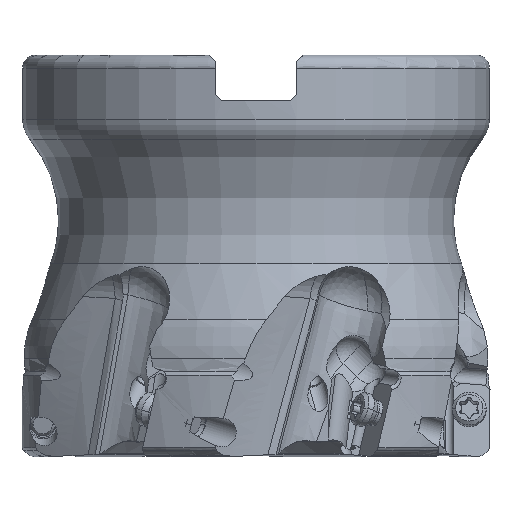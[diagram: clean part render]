
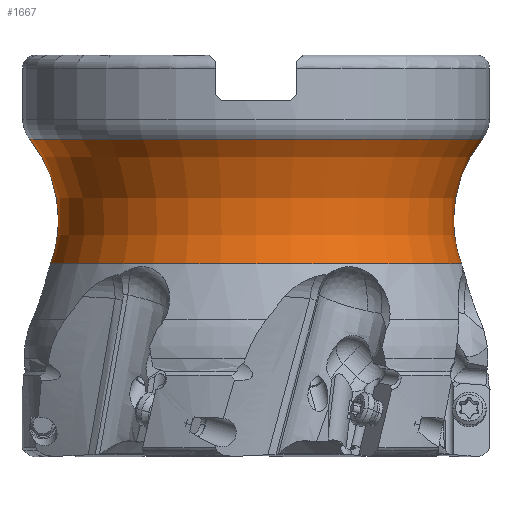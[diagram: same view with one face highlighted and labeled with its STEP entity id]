
A CAD part, front view. The second image highlights one B-rep face of the part: STEP entity #1667.
In plain terms, the highlighted toroidal (fillet/blend) face has major radius 50.915 mm and minor radius 20 mm.
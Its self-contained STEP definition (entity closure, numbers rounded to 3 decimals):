
#631=TOROIDAL_SURFACE('',#11682,50.915,20.);
#1667=ADVANCED_FACE('',(#2337),#631,.F.);
#2337=FACE_OUTER_BOUND('',#2923,.T.);
#2923=EDGE_LOOP('',(#6219,#6220,#6221,#6222,#6223,#6224));
#6219=ORIENTED_EDGE('',*,*,#9569,.T.);
#6220=ORIENTED_EDGE('',*,*,#9568,.T.);
#6221=ORIENTED_EDGE('',*,*,#8612,.T.);
#6222=ORIENTED_EDGE('',*,*,#9572,.T.);
#6223=ORIENTED_EDGE('',*,*,#9571,.T.);
#6224=ORIENTED_EDGE('',*,*,#9573,.T.);
#7389=VERTEX_POINT('',#16848);
#7390=VERTEX_POINT('',#16850);
#8024=VERTEX_POINT('',#29067);
#8025=VERTEX_POINT('',#29069);
#8026=VERTEX_POINT('',#29071);
#8027=VERTEX_POINT('',#29073);
#8612=EDGE_CURVE('',#7390,#7389,#10134,.T.);
#9568=EDGE_CURVE('',#8024,#7390,#10368,.T.);
#9569=EDGE_CURVE('',#8025,#8024,#10369,.T.);
#9571=EDGE_CURVE('',#8027,#8026,#10371,.T.);
#9572=EDGE_CURVE('',#7389,#8027,#10372,.T.);
#9573=EDGE_CURVE('',#8026,#8025,#10373,.T.);
#10134=CIRCLE('',#11097,32.121);
#10368=CIRCLE('',#11675,20.);
#10369=CIRCLE('',#11676,20.);
#10371=CIRCLE('',#11678,20.);
#10372=CIRCLE('',#11679,20.);
#10373=CIRCLE('',#11681,35.383);
#11097=AXIS2_PLACEMENT_3D('',#16849,#12662,#12663);
#11675=AXIS2_PLACEMENT_3D('',#29066,#13970,#13971);
#11676=AXIS2_PLACEMENT_3D('',#29068,#13972,#13973);
#11678=AXIS2_PLACEMENT_3D('',#29072,#13976,#13977);
#11679=AXIS2_PLACEMENT_3D('',#29074,#13978,#13979);
#11681=AXIS2_PLACEMENT_3D('',#29076,#13982,#13983);
#11682=AXIS2_PLACEMENT_3D('',#29077,#13984,#13985);
#12662=DIRECTION('',(0.,0.,1.));
#12663=DIRECTION('',(-1.,0.,0.));
#13970=DIRECTION('',(0.,1.,0.));
#13971=DIRECTION('',(1.,0.,0.));
#13972=DIRECTION('',(0.,1.,0.));
#13973=DIRECTION('',(0.777,0.,0.63));
#13976=DIRECTION('',(0.,1.,0.));
#13977=DIRECTION('',(-1.,0.,0.));
#13978=DIRECTION('',(0.,1.,0.));
#13979=DIRECTION('',(-0.94,0.,-0.342));
#13982=DIRECTION('',(0.,0.,-1.));
#13983=DIRECTION('',(1.,0.,0.));
#13984=DIRECTION('',(0.,0.,-1.));
#13985=DIRECTION('',(1.,0.,0.));
#16848=CARTESIAN_POINT('',(32.121,0.,-32.59));
#16849=CARTESIAN_POINT('',(0.,0.,-32.59));
#16850=CARTESIAN_POINT('',(-32.121,0.,-32.59));
#29066=CARTESIAN_POINT('',(-50.915,0.,-25.75));
#29067=CARTESIAN_POINT('',(-30.915,0.,-25.75));
#29068=CARTESIAN_POINT('',(-50.915,0.,-25.75));
#29069=CARTESIAN_POINT('',(-35.383,0.,-13.15));
#29071=CARTESIAN_POINT('',(35.383,0.,-13.15));
#29072=CARTESIAN_POINT('',(50.915,0.,-25.75));
#29073=CARTESIAN_POINT('',(30.915,0.,-25.75));
#29074=CARTESIAN_POINT('',(50.915,0.,-25.75));
#29076=CARTESIAN_POINT('',(0.,0.,-13.15));
#29077=CARTESIAN_POINT('',(0.,0.,-25.75));
